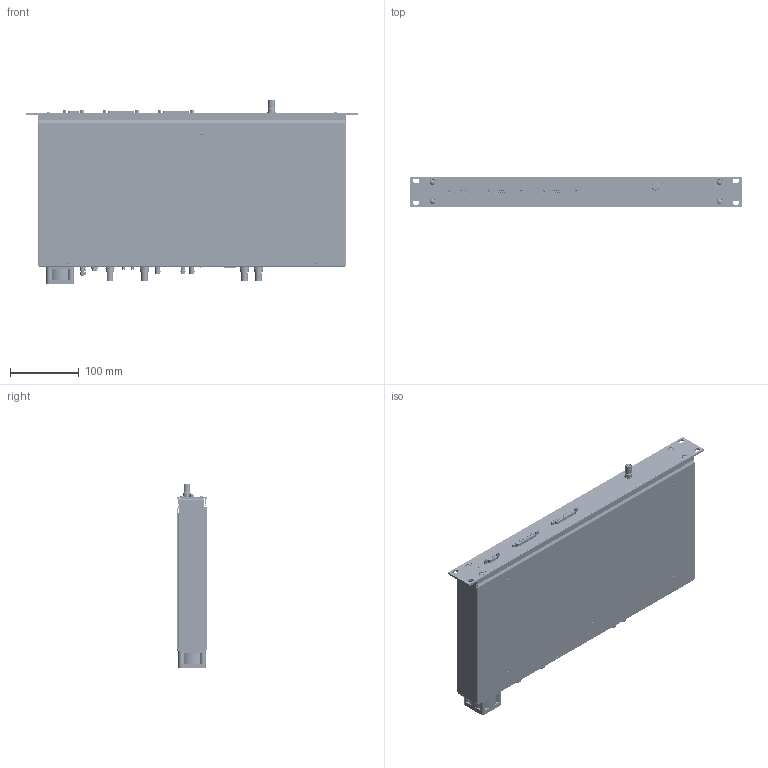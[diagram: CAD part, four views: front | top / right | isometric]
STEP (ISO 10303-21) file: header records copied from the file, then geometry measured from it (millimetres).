
FILE_DESCRIPTION (( 'STEP AP214' ), '1' );
FILE_NAME ('88201920-F3200E.STEP', '2010-04-07T15:12:35', ( ' ' ), ( ' ' ), 'SwSTEP 2.0', 'SolidWorks 2010', '' );
FILE_SCHEMA (( 'AUTOMOTIVE_DESIGN' ));
Length unit declared in the file: millimetre
Products named in the file (47): Washer-L712; L712RA; 25-Pin D-Sub Rt Angle Female 5747846-4; 9-Pin D-Sub Rt Angle Male 5747844-4; 550-5605_Red; F3200E PCB; 85201771_Switchcraft Power Recept; SHV Panel Mnt 51494; Front Panel I3200 A; Flat-hd M2.5_M2.5 x 5; NMB 1608KL Housing_Fan-House-405-ZIEHL-ebm; NMB 1608KL Rotor_Fan-405-ZIEHL-ebm; NMB 1608KL_NMB 1608KL; CSK Dome M4_M4 x 10; Reg Flat Washer_M4; Hex Nut SST_M4; Flat-hd Metric_M3 x 30; SHCS METRIC SST_M3 X 6 LNG; Split Lock Washer_M4; BHCS METRIC SST_M4 X 16; C&K TP11SH9ABE; Hex Nut-L712; Keps Nut M3; 17210640; SOS-3.5M3-x_L=14; Top Panel MultipacPRO 1Ux220; CA Series; BNC Rt Angle Insulated 5227161-7; 12201200; 12201711; JK0-xxxxxx; 552-3511_Red; HFBR 1515B - 2515B_Out (Lt Grey); Greyhill 94HBB; 568-xxxx-xxx; HFBR 1515B - 2515B_In (Dk Grey); CUI-MD-60SMW_MD-60SMW; 17216741; 4-40 x 5mm Screw Lock for D-Sub; 88201920-F3200E ...
Assembly tree (99 placements, depth 3):
  88201920-F3200E
    Flat-hd Metric_M3 x 30  x4
    Flat-hd M2.5_M2.5 x 5  x12
    12201200
      SOS-3.5M3-x_L=14  x6
      12201200
    Hex Nut-BNC  x4
    4-40 x 5mm Screw Lock for D-Sub  x6
    SHCS METRIC SST_M3 X 10 LNG  x6
    Top Panel MultipacPRO 1Ux220
    Front Panel I3200 A
    Split Lock Washer_M3  x6
    CSK Dome M4_M4 x 10  x4
    17216741
    SHCS METRIC SST_M3 X 6 LNG
    Hex Nut SST_M4  x2
    Fan Filter 40mm_Fan-House-405-ZIEHL-ebm
    Split Lock Washer_M4  x2
    Reg Flat Washer_M4  x3
    Hex Nut-L712
    Washer-L712
    17213000
    Keps Nut M3
    17210640
    5607-265
    NMB 1608KL_NMB 1608KL
      NMB 1608KL Housing_Fan-House-405-ZIEHL-ebm
      NMB 1608KL Rotor_Fan-405-ZIEHL-ebm
    SHV Panel Mnt 51494
    BHCS METRIC SST_M4 X 16
    12201711
    85201771_Switchcraft Power Recept
      552-3511_Red  x2
      HFBR 1515B - 2515B_Out (Lt Grey)  x2
      BNC Rt Angle Insulated 5227161-7  x4
      CUI-MD-60SMW_MD-60SMW
      568-xxxx-xxx  x2
      25-Pin D-Sub Rt Angle Female 5747846-4  x2
      JK0-xxxxxx
      HFBR 1515B - 2515B_In (Dk Grey)
      Greyhill 94HBB  x2
      550-5605_Red  x2
      L712RA
      F3200E PCB
      C&K TP11SH9ABE
      9-Pin D-Sub Rt Angle Male 5747844-4
      CA Series
Bounding box: 482.6 x 43.7 x 268.13 mm (x, y, z)
Volume: 553999.1 mm3; surface area: 852556.6 mm2
Topology: 110 solids, 110 shells, 5682 faces, 14194 edges, 9217 vertices
Faces by surface type: plane 3208, cylinder 1956, cone 383, bspline 93, sphere 34, torus 8
Entity records: 133157 total; most frequent: CARTESIAN_POINT 25434, DIRECTION 18783, ORIENTED_EDGE 18206, EDGE_CURVE 9103, AXIS2_PLACEMENT_3D 6449, VERTEX_POINT 5916, LINE 5885, VECTOR 5885
